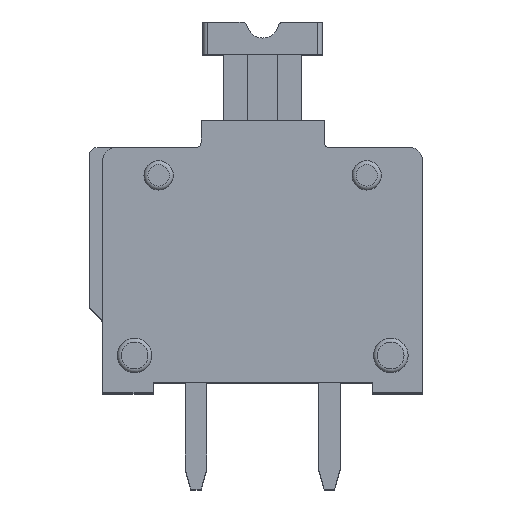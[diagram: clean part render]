
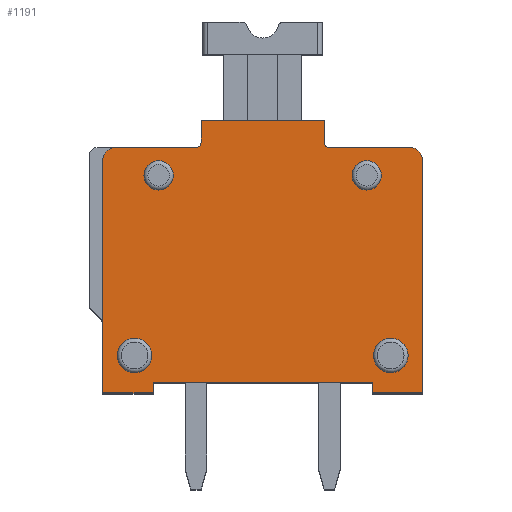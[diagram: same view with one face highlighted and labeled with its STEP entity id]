
A CAD part, top view. The second image highlights one B-rep face of the part: STEP entity #1191.
In plain terms, the highlighted planar face has unit normal (0, 0, 1).
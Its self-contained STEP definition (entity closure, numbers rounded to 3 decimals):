
#1191 = ADVANCED_FACE( '', ( #2343, #2344, #2345, #2346, #2347 ), #2348, .T. );
#2343 = FACE_OUTER_BOUND( '', #3481, .T. );
#2344 = FACE_BOUND( '', #3482, .T. );
#2345 = FACE_BOUND( '', #3483, .T. );
#2346 = FACE_BOUND( '', #3484, .T. );
#2347 = FACE_BOUND( '', #3485, .T. );
#2348 = PLANE( '', #3486 );
#3481 = EDGE_LOOP( '', ( #6705, #6706, #6707, #6708, #6709, #6710, #6711, #6712, #6713, #6714, #6715, #6716, #6717, #6718, #6719, #6720 ) );
#3482 = EDGE_LOOP( '', ( #6721 ) );
#3483 = EDGE_LOOP( '', ( #6722 ) );
#3484 = EDGE_LOOP( '', ( #6723 ) );
#3485 = EDGE_LOOP( '', ( #6724 ) );
#3486 = AXIS2_PLACEMENT_3D( '', #6725, #6726, #6727 );
#6705 = ORIENTED_EDGE( '', *, *, #8251, .T. );
#6706 = ORIENTED_EDGE( '', *, *, #7558, .T. );
#6707 = ORIENTED_EDGE( '', *, *, #7344, .F. );
#6708 = ORIENTED_EDGE( '', *, *, #7259, .F. );
#6709 = ORIENTED_EDGE( '', *, *, #7890, .F. );
#6710 = ORIENTED_EDGE( '', *, *, #7331, .T. );
#6711 = ORIENTED_EDGE( '', *, *, #8275, .F. );
#6712 = ORIENTED_EDGE( '', *, *, #7827, .F. );
#6713 = ORIENTED_EDGE( '', *, *, #8006, .T. );
#6714 = ORIENTED_EDGE( '', *, *, #8183, .T. );
#6715 = ORIENTED_EDGE( '', *, *, #7607, .T. );
#6716 = ORIENTED_EDGE( '', *, *, #8172, .T. );
#6717 = ORIENTED_EDGE( '', *, *, #7584, .T. );
#6718 = ORIENTED_EDGE( '', *, *, #7920, .F. );
#6719 = ORIENTED_EDGE( '', *, *, #7612, .T. );
#6720 = ORIENTED_EDGE( '', *, *, #7192, .T. );
#6721 = ORIENTED_EDGE( '', *, *, #8249, .F. );
#6722 = ORIENTED_EDGE( '', *, *, #7878, .F. );
#6723 = ORIENTED_EDGE( '', *, *, #8276, .F. );
#6724 = ORIENTED_EDGE( '', *, *, #7978, .F. );
#6725 = CARTESIAN_POINT( '', ( 5.954, 7.756, 3. ) );
#6726 = DIRECTION( '', ( 0., 0., 1. ) );
#6727 = DIRECTION( '', ( 1., 0., 0. ) );
#7192 = EDGE_CURVE( '', #8705, #8703, #8706, .T. );
#7259 = EDGE_CURVE( '', #8818, #8808, #8820, .T. );
#7331 = EDGE_CURVE( '', #8941, #8939, #8942, .T. );
#7344 = EDGE_CURVE( '', #8808, #8963, #8964, .T. );
#7558 = EDGE_CURVE( '', #9312, #8963, #9313, .T. );
#7584 = EDGE_CURVE( '', #9353, #9351, #9354, .T. );
#7607 = EDGE_CURVE( '', #9387, #9385, #9388, .T. );
#7612 = EDGE_CURVE( '', #9391, #8705, #9394, .T. );
#7827 = EDGE_CURVE( '', #9715, #9717, #9718, .T. );
#7878 = EDGE_CURVE( '', #9788, #9788, #9789, .T. );
#7890 = EDGE_CURVE( '', #8941, #8818, #9808, .T. );
#7920 = EDGE_CURVE( '', #9391, #9351, #9849, .T. );
#7978 = EDGE_CURVE( '', #9923, #9923, #9924, .T. );
#8006 = EDGE_CURVE( '', #9715, #9956, #9958, .T. );
#8172 = EDGE_CURVE( '', #9385, #9353, #10153, .T. );
#8183 = EDGE_CURVE( '', #9956, #9387, #10164, .T. );
#8249 = EDGE_CURVE( '', #10236, #10236, #10237, .T. );
#8251 = EDGE_CURVE( '', #8703, #9312, #10239, .T. );
#8275 = EDGE_CURVE( '', #9717, #8939, #10264, .T. );
#8276 = EDGE_CURVE( '', #10265, #10265, #10266, .T. );
#8703 = VERTEX_POINT( '', #10846 );
#8705 = VERTEX_POINT( '', #10849 );
#8706 = CIRCLE( '', #10850, 0.5 );
#8808 = VERTEX_POINT( '', #10984 );
#8818 = VERTEX_POINT( '', #11000 );
#8820 = LINE( '', #11003, #11004 );
#8939 = VERTEX_POINT( '', #11166 );
#8941 = VERTEX_POINT( '', #11169 );
#8942 = LINE( '', #11170, #11171 );
#8963 = VERTEX_POINT( '', #11199 );
#8964 = LINE( '', #11200, #11201 );
#9312 = VERTEX_POINT( '', #11687 );
#9313 = LINE( '', #11688, #11689 );
#9351 = VERTEX_POINT( '', #11745 );
#9353 = VERTEX_POINT( '', #11748 );
#9354 = LINE( '', #11749, #11750 );
#9385 = VERTEX_POINT( '', #11817 );
#9387 = VERTEX_POINT( '', #11820 );
#9388 = LINE( '', #11821, #11822 );
#9391 = VERTEX_POINT( '', #11826 );
#9394 = LINE( '', #11831, #11832 );
#9715 = VERTEX_POINT( '', #12316 );
#9717 = VERTEX_POINT( '', #12319 );
#9718 = CIRCLE( '', #12320, 0.5 );
#9788 = VERTEX_POINT( '', #12423 );
#9789 = CIRCLE( '', #12424, 0.55 );
#9808 = LINE( '', #12451, #12452 );
#9849 = CIRCLE( '', #12512, 0.2 );
#9923 = VERTEX_POINT( '', #12620 );
#9924 = CIRCLE( '', #12621, 0.55 );
#9956 = VERTEX_POINT( '', #12668 );
#9958 = LINE( '', #12671, #12672 );
#10153 = LINE( '', #12955, #12956 );
#10164 = CIRCLE( '', #12971, 0.2 );
#10236 = VERTEX_POINT( '', #13068 );
#10237 = CIRCLE( '', #13069, 0.65 );
#10239 = LINE( '', #13071, #13072 );
#10264 = LINE( '', #13100, #13101 );
#10265 = VERTEX_POINT( '', #13102 );
#10266 = CIRCLE( '', #13103, 0.65 );
#10846 = CARTESIAN_POINT( '', ( 0., 8.7, 3. ) );
#10849 = CARTESIAN_POINT( '', ( 0.5, 9.2, 3. ) );
#10850 = AXIS2_PLACEMENT_3D( '', #13375, #13376, #13377 );
#10984 = CARTESIAN_POINT( '', ( 1.9, 0.4, 3. ) );
#11000 = CARTESIAN_POINT( '', ( 10.1, 0.4, 3. ) );
#11003 = CARTESIAN_POINT( '', ( 7.771, 0.4, 3. ) );
#11004 = VECTOR( '', #13459, 1000. );
#11166 = CARTESIAN_POINT( '', ( 12., 0., 3. ) );
#11169 = CARTESIAN_POINT( '', ( 10.1, 0., 3. ) );
#11170 = CARTESIAN_POINT( '', ( 7.771, 0., 3. ) );
#11171 = VECTOR( '', #13552, 1000. );
#11199 = CARTESIAN_POINT( '', ( 1.9, 0., 3. ) );
#11200 = CARTESIAN_POINT( '', ( 1.9, 7.285, 3. ) );
#11201 = VECTOR( '', #13566, 1000. );
#11687 = CARTESIAN_POINT( '', ( 0., 0., 3. ) );
#11688 = CARTESIAN_POINT( '', ( 7.771, 0., 3. ) );
#11689 = VECTOR( '', #13804, 1000. );
#11745 = CARTESIAN_POINT( '', ( 3.7, 9.4, 3. ) );
#11748 = CARTESIAN_POINT( '', ( 3.7, 10.2, 3. ) );
#11749 = CARTESIAN_POINT( '', ( 3.7, 7.285, 3. ) );
#11750 = VECTOR( '', #13824, 1000. );
#11817 = CARTESIAN_POINT( '', ( 8.3, 10.2, 3. ) );
#11820 = CARTESIAN_POINT( '', ( 8.3, 9.4, 3. ) );
#11821 = CARTESIAN_POINT( '', ( 8.3, 7.285, 3. ) );
#11822 = VECTOR( '', #13847, 1000. );
#11826 = CARTESIAN_POINT( '', ( 3.5, 9.2, 3. ) );
#11831 = CARTESIAN_POINT( '', ( 7.771, 9.2, 3. ) );
#11832 = VECTOR( '', #13851, 1000. );
#12316 = CARTESIAN_POINT( '', ( 11.5, 9.2, 3. ) );
#12319 = CARTESIAN_POINT( '', ( 12., 8.7, 3. ) );
#12320 = AXIS2_PLACEMENT_3D( '', #14049, #14050, #14051 );
#12423 = CARTESIAN_POINT( '', ( 2.65, 8.15, 3. ) );
#12424 = AXIS2_PLACEMENT_3D( '', #14103, #14104, #14105 );
#12451 = CARTESIAN_POINT( '', ( 10.1, 7.285, 3. ) );
#12452 = VECTOR( '', #14114, 1000. );
#12512 = AXIS2_PLACEMENT_3D( '', #14146, #14147, #14148 );
#12620 = CARTESIAN_POINT( '', ( 10.45, 8.15, 3. ) );
#12621 = AXIS2_PLACEMENT_3D( '', #14201, #14202, #14203 );
#12668 = CARTESIAN_POINT( '', ( 8.5, 9.2, 3. ) );
#12671 = CARTESIAN_POINT( '', ( 7.771, 9.2, 3. ) );
#12672 = VECTOR( '', #14223, 1000. );
#12955 = CARTESIAN_POINT( '', ( 7.771, 10.2, 3. ) );
#12956 = VECTOR( '', #14354, 1000. );
#12971 = AXIS2_PLACEMENT_3D( '', #14362, #14363, #14364 );
#13068 = CARTESIAN_POINT( '', ( 11.45, 1.4, 3. ) );
#13069 = AXIS2_PLACEMENT_3D( '', #14414, #14415, #14416 );
#13071 = CARTESIAN_POINT( '', ( 0., 7.285, 3. ) );
#13072 = VECTOR( '', #14417, 1000. );
#13100 = CARTESIAN_POINT( '', ( 12., 7.285, 3. ) );
#13101 = VECTOR( '', #14424, 1000. );
#13102 = CARTESIAN_POINT( '', ( 1.85, 1.4, 3. ) );
#13103 = AXIS2_PLACEMENT_3D( '', #14425, #14426, #14427 );
#13375 = CARTESIAN_POINT( '', ( 0.5, 8.7, 3. ) );
#13376 = DIRECTION( '', ( 0., 0., 1. ) );
#13377 = DIRECTION( '', ( 1., 0., 0. ) );
#13459 = DIRECTION( '', ( -1., 0., 0. ) );
#13552 = DIRECTION( '', ( 1., 0., 0. ) );
#13566 = DIRECTION( '', ( 0., -1., 0. ) );
#13804 = DIRECTION( '', ( 1., 0., 0. ) );
#13824 = DIRECTION( '', ( 0., -1., 0. ) );
#13847 = DIRECTION( '', ( 0., 1., 0. ) );
#13851 = DIRECTION( '', ( -1., 0., 0. ) );
#14049 = CARTESIAN_POINT( '', ( 11.5, 8.7, 3. ) );
#14050 = DIRECTION( '', ( 0., 0., -1. ) );
#14051 = DIRECTION( '', ( -1., 0., 0. ) );
#14103 = CARTESIAN_POINT( '', ( 2.1, 8.15, 3. ) );
#14104 = DIRECTION( '', ( 0., 0., 1. ) );
#14105 = DIRECTION( '', ( 1., 0., 0. ) );
#14114 = DIRECTION( '', ( 0., 1., 0. ) );
#14146 = CARTESIAN_POINT( '', ( 3.5, 9.4, 3. ) );
#14147 = DIRECTION( '', ( 0., 0., 1. ) );
#14148 = DIRECTION( '', ( 1., 0., 0. ) );
#14201 = CARTESIAN_POINT( '', ( 9.9, 8.15, 3. ) );
#14202 = DIRECTION( '', ( 0., 0., 1. ) );
#14203 = DIRECTION( '', ( 1., 0., 0. ) );
#14223 = DIRECTION( '', ( -1., 0., 0. ) );
#14354 = DIRECTION( '', ( -1., 0., 0. ) );
#14362 = CARTESIAN_POINT( '', ( 8.5, 9.4, 3. ) );
#14363 = DIRECTION( '', ( 0., 0., -1. ) );
#14364 = DIRECTION( '', ( -1., 0., 0. ) );
#14414 = CARTESIAN_POINT( '', ( 10.8, 1.4, 3. ) );
#14415 = DIRECTION( '', ( 0., 0., 1. ) );
#14416 = DIRECTION( '', ( 1., 0., 0. ) );
#14417 = DIRECTION( '', ( 0., -1., 0. ) );
#14424 = DIRECTION( '', ( 0., -1., 0. ) );
#14425 = CARTESIAN_POINT( '', ( 1.2, 1.4, 3. ) );
#14426 = DIRECTION( '', ( 0., 0., 1. ) );
#14427 = DIRECTION( '', ( 1., 0., 0. ) );
